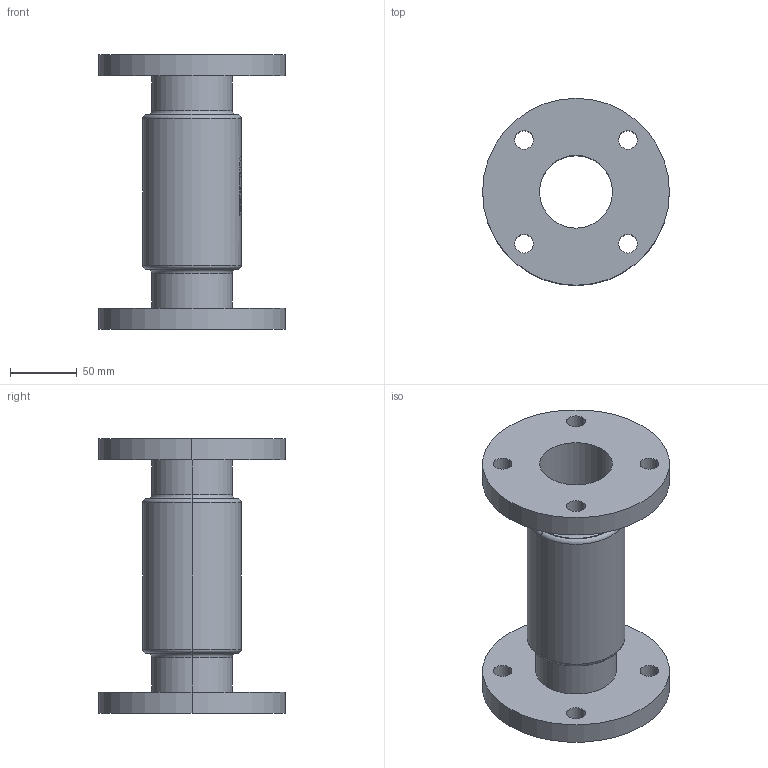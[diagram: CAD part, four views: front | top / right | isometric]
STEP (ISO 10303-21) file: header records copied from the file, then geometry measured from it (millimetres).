
FILE_DESCRIPTION (( 'STEP AP214' ), '1' );
FILE_NAME ('7120000_DN050_PN06_51420206.STEP', '2022-02-11T09:16:20', ( 'axxx' ), ( 'Hewlett-Packard Company' ), 'SwSTEP 2.0', 'SolidWorks 2019', '' );
FILE_SCHEMA (( 'AUTOMOTIVE_DESIGN' ));
Length unit declared in the file: millimetre
Products named in the file (1): 7120000_DN050_PN06_51420206
Bounding box: 140 x 140 x 206 mm (x, y, z)
Volume: 650830.5 mm3; surface area: 145639.6 mm2
Topology: 1 solids, 1 shells, 527 faces, 1363 edges, 906 vertices
Faces by surface type: bspline 235, plane 234, cylinder 50, torus 8
Entity records: 29839 total; most frequent: CARTESIAN_POINT 18507, ORIENTED_EDGE 2726, DIRECTION 1562, EDGE_CURVE 1363, VERTEX_POINT 906, LINE 718, VECTOR 718, EDGE_LOOP 613
